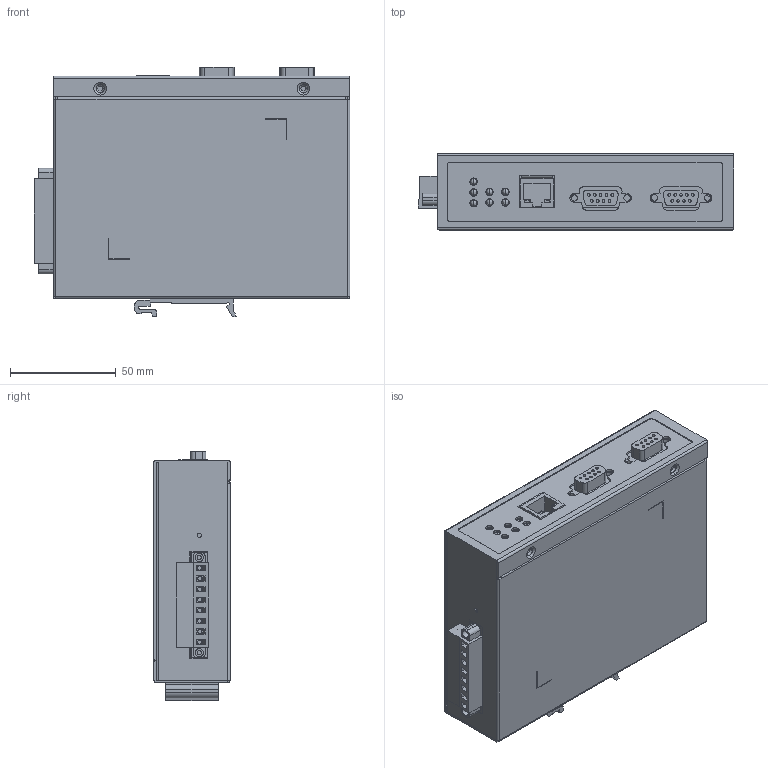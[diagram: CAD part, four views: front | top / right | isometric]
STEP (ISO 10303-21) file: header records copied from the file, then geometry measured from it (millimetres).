
FILE_DESCRIPTION((''),'2;1');
FILE_NAME('PRT0001','2012-09-07T',('Vincent_Huang'),(''),'PRO/ENGINEER BY PARAMETRIC TECHNOLOGY CORPORATION, 2004320','PRO/ENGINEER BY PARAMETRIC TECHNOLOGY CORPORATION, 2004320','');
FILE_SCHEMA(('CONFIG_CONTROL_DESIGN'));
Length unit declared in the file: millimetre
Products named in the file (1): PRT0001
Bounding box: 149.25 x 36 x 118.14 mm (x, y, z)
Volume: 90277.3 mm3; surface area: 136263.3 mm2
Topology: 5 solids, 15 shells, 1175 faces, 2905 edges, 1904 vertices
Faces by surface type: plane 626, cylinder 483, torus 40, bspline 14, cone 12
Entity records: 35674 total; most frequent: CARTESIAN_POINT 6593, DIRECTION 6313, ORIENTED_EDGE 5810, EDGE_CURVE 2905, AXIS2_PLACEMENT_3D 2285, VERTEX_POINT 1904, VECTOR 1743, LINE 1743
